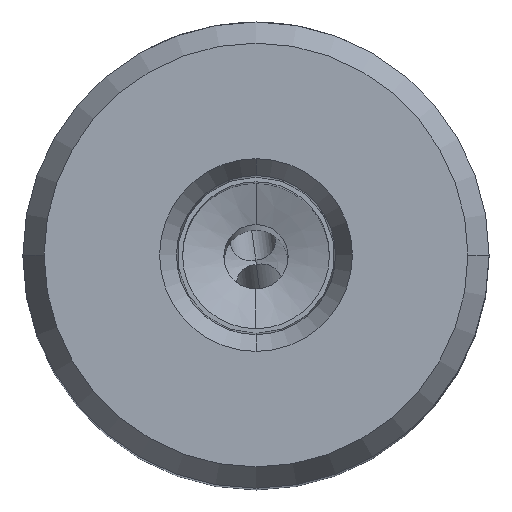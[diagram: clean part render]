
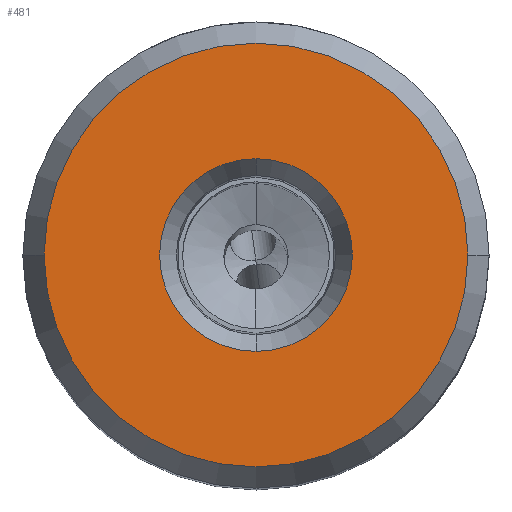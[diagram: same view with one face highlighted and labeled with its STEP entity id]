
A CAD part, top view. The second image highlights one B-rep face of the part: STEP entity #481.
In plain terms, the highlighted planar face has unit normal (0, 0, 1).
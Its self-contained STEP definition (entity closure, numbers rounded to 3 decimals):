
#112=FACE_BOUND('',#918,.T.);
#113=FACE_BOUND('',#919,.T.);
#122=PLANE('',#3751);
#364=CIRCLE('',#3745,5.25);
#365=CIRCLE('',#3747,5.25);
#366=CIRCLE('',#3749,11.545);
#367=CIRCLE('',#3750,11.545);
#481=ADVANCED_FACE('',(#112,#113),#122,.T.);
#918=EDGE_LOOP('',(#1166,#1167));
#919=EDGE_LOOP('',(#1168,#1169));
#1166=ORIENTED_EDGE('',*,*,#2697,.T.);
#1167=ORIENTED_EDGE('',*,*,#2698,.T.);
#1168=ORIENTED_EDGE('',*,*,#2699,.T.);
#1169=ORIENTED_EDGE('',*,*,#2700,.T.);
#2295=VERTEX_POINT('',#4876);
#2296=VERTEX_POINT('',#4878);
#2297=VERTEX_POINT('',#4884);
#2298=VERTEX_POINT('',#4885);
#2697=EDGE_CURVE('',#2295,#2296,#364,.T.);
#2698=EDGE_CURVE('',#2296,#2295,#365,.T.);
#2699=EDGE_CURVE('',#2297,#2298,#366,.T.);
#2700=EDGE_CURVE('',#2298,#2297,#367,.T.);
#3745=AXIS2_PLACEMENT_3D('',#4879,#4065,#4066);
#3747=AXIS2_PLACEMENT_3D('',#4881,#4069,#4070);
#3749=AXIS2_PLACEMENT_3D('',#4883,#4073,#4074);
#3750=AXIS2_PLACEMENT_3D('',#4886,#4075,#4076);
#3751=AXIS2_PLACEMENT_3D('',#4887,#4077,#4078);
#4065=DIRECTION('',(0.,0.,-1.));
#4066=DIRECTION('',(0.,-1.,0.));
#4069=DIRECTION('',(0.,0.,-1.));
#4070=DIRECTION('',(0.,1.,0.));
#4073=DIRECTION('',(0.,0.,1.));
#4074=DIRECTION('',(-1.,0.,0.));
#4075=DIRECTION('',(0.,0.,1.));
#4076=DIRECTION('',(1.,0.,0.));
#4077=DIRECTION('',(0.,0.,1.));
#4078=DIRECTION('',(-1.,0.,0.));
#4876=CARTESIAN_POINT('',(0.,-5.25,28.65));
#4878=CARTESIAN_POINT('',(0.,5.25,28.65));
#4879=CARTESIAN_POINT('',(0.,0.,28.65));
#4881=CARTESIAN_POINT('',(0.,0.,28.65));
#4883=CARTESIAN_POINT('',(0.,0.,28.65));
#4884=CARTESIAN_POINT('',(-11.545,0.,28.65));
#4885=CARTESIAN_POINT('',(11.545,0.,28.65));
#4886=CARTESIAN_POINT('',(0.,0.,28.65));
#4887=CARTESIAN_POINT('',(0.,0.,28.65));
